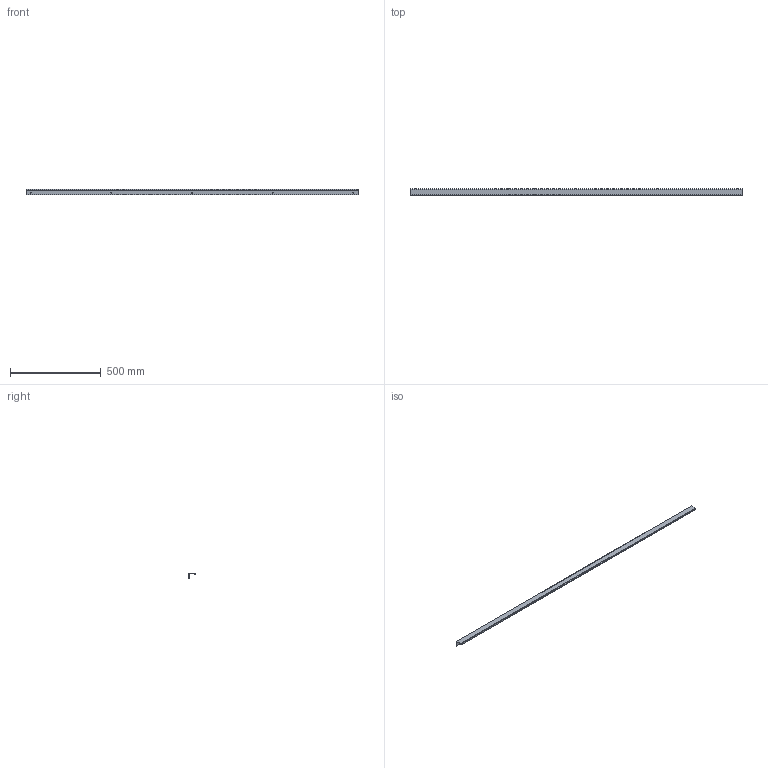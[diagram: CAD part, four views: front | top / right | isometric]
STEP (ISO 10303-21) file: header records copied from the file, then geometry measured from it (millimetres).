
FILE_DESCRIPTION( ( 'Unknown' ), '1' );
FILE_NAME( 'ADSHD72.stp', 'Unknown', ( 'Unknown' ), ( 'Unknown' ), 'PSStep 16.0.42', 'Unknown', ' ' );
FILE_SCHEMA( ( 'AUTOMOTIVE_DESIGN { 1 0 10303 214 1 1 1 1 }' ) );
Length unit declared in the file: millimetre
Products named in the file (1): 1
Bounding box: 1827.21 x 34.92 x 31.75 mm (x, y, z)
Volume: 246475.4 mm3; surface area: 266140.9 mm2
Topology: 1 solids, 1 shells, 21 faces, 62 edges, 43 vertices
Faces by surface type: cylinder 11, plane 10
Full cylindrical faces by diameter (mm): 5.105 x5
Entity records: 852 total; most frequent: DIRECTION 118, CARTESIAN_POINT 112, ORIENTED_EDGE 104, EDGE_CURVE 52, AXIS2_PLACEMENT_3D 44, VERTEX_POINT 38, EDGE_LOOP 36, LINE 30
